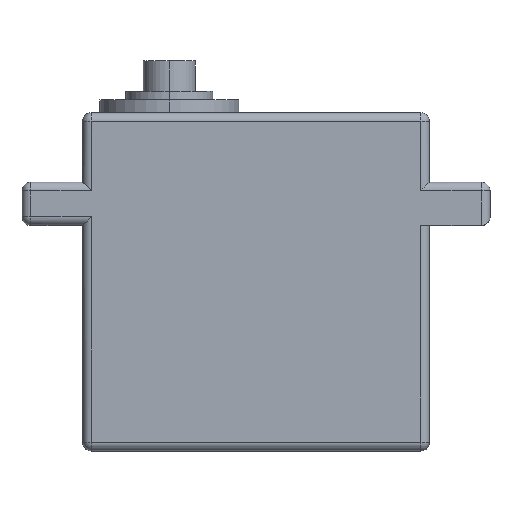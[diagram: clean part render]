
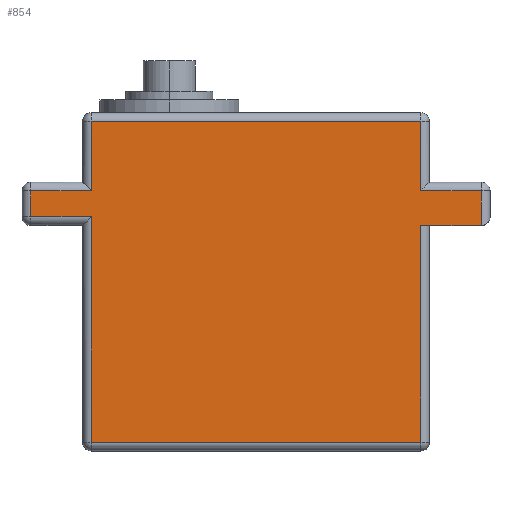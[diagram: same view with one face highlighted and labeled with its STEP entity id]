
A CAD part, top view. The second image highlights one B-rep face of the part: STEP entity #854.
In plain terms, the highlighted planar face has unit normal (0, 0, 1).
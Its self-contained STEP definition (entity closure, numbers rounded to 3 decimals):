
#8 = ORIENTED_EDGE ( 'NONE', *, *, #961, .T. ) ;
#95 = CARTESIAN_POINT ( 'NONE',  ( -26., 10.5, 20. ) ) ;
#104 = ORIENTED_EDGE ( 'NONE', *, *, #1716, .T. ) ;
#122 = DIRECTION ( 'NONE',  ( 0., -1., 0. ) ) ;
#126 = DIRECTION ( 'NONE',  ( 0., -1., 0. ) ) ;
#127 = AXIS2_PLACEMENT_3D ( 'NONE', #2050, #2075, #166 ) ;
#145 = VERTEX_POINT ( 'NONE', #95 ) ;
#166 = DIRECTION ( 'NONE',  ( 1., 0., 0. ) ) ;
#190 = EDGE_CURVE ( 'NONE', #2227, #489, #1827, .T. ) ;
#192 = PLANE ( 'NONE',  #127 ) ;
#243 = DIRECTION ( 'NONE',  ( 0., -1., 0. ) ) ;
#249 = VERTEX_POINT ( 'NONE', #2194 ) ;
#278 = VECTOR ( 'NONE', #1127, 1000. ) ;
#370 = VERTEX_POINT ( 'NONE', #842 ) ;
#380 = CARTESIAN_POINT ( 'NONE',  ( 19., 6.5, 20. ) ) ;
#387 = EDGE_CURVE ( 'NONE', #2143, #943, #499, .T. ) ;
#408 = ORIENTED_EDGE ( 'NONE', *, *, #1209, .F. ) ;
#412 = DIRECTION ( 'NONE',  ( -1., 0., 0. ) ) ;
#417 = LINE ( 'NONE', #713, #1402 ) ;
#482 = CARTESIAN_POINT ( 'NONE',  ( 26., 11.5, 20. ) ) ;
#489 = VERTEX_POINT ( 'NONE', #1426 ) ;
#493 = LINE ( 'NONE', #2229, #2051 ) ;
#499 = LINE ( 'NONE', #1375, #1707 ) ;
#515 = VECTOR ( 'NONE', #412, 1000. ) ;
#529 = ORIENTED_EDGE ( 'NONE', *, *, #190, .T. ) ;
#535 = CARTESIAN_POINT ( 'NONE',  ( -27., 10.5, 20. ) ) ;
#569 = ORIENTED_EDGE ( 'NONE', *, *, #627, .T. ) ;
#575 = ORIENTED_EDGE ( 'NONE', *, *, #387, .T. ) ;
#576 = VECTOR ( 'NONE', #243, 1000. ) ;
#598 = EDGE_CURVE ( 'NONE', #1960, #370, #1343, .T. ) ;
#627 = EDGE_CURVE ( 'NONE', #370, #2248, #1662, .T. ) ;
#640 = CARTESIAN_POINT ( 'NONE',  ( -20., 18.5, 20. ) ) ;
#673 = LINE ( 'NONE', #1006, #1638 ) ;
#699 = CARTESIAN_POINT ( 'NONE',  ( 19., 10.5, 20. ) ) ;
#713 = CARTESIAN_POINT ( 'NONE',  ( 20., -18.5, 20. ) ) ;
#732 = ORIENTED_EDGE ( 'NONE', *, *, #1262, .T. ) ;
#748 = EDGE_CURVE ( 'NONE', #2045, #1960, #493, .T. ) ;
#768 = ORIENTED_EDGE ( 'NONE', *, *, #598, .T. ) ;
#842 = CARTESIAN_POINT ( 'NONE',  ( -19., 18.5, 20. ) ) ;
#846 = DIRECTION ( 'NONE',  ( -1., 0., 0. ) ) ;
#854 = ADVANCED_FACE ( 'NONE', ( #1362 ), #192, .T. ) ;
#855 = DIRECTION ( 'NONE',  ( 0., 1., 0. ) ) ;
#917 = EDGE_CURVE ( 'NONE', #249, #2143, #417, .T. ) ;
#943 = VERTEX_POINT ( 'NONE', #380 ) ;
#961 = EDGE_CURVE ( 'NONE', #1143, #249, #1763, .T. ) ;
#1006 = CARTESIAN_POINT ( 'NONE',  ( 0., 7.5, 20. ) ) ;
#1046 = VERTEX_POINT ( 'NONE', #1437 ) ;
#1075 = CARTESIAN_POINT ( 'NONE',  ( 19., 18.5, 20. ) ) ;
#1091 = VECTOR ( 'NONE', #126, 1000. ) ;
#1121 = CARTESIAN_POINT ( 'NONE',  ( 0., 10.5, 20. ) ) ;
#1125 = CARTESIAN_POINT ( 'NONE',  ( -19., 7.5, 20. ) ) ;
#1127 = DIRECTION ( 'NONE',  ( -1., 0., 0. ) ) ;
#1132 = LINE ( 'NONE', #1121, #515 ) ;
#1143 = VERTEX_POINT ( 'NONE', #1125 ) ;
#1167 = LINE ( 'NONE', #1368, #1091 ) ;
#1187 = DIRECTION ( 'NONE',  ( 0., 1., 0. ) ) ;
#1205 = ORIENTED_EDGE ( 'NONE', *, *, #748, .T. ) ;
#1209 = EDGE_CURVE ( 'NONE', #2227, #943, #1689, .T. ) ;
#1214 = LINE ( 'NONE', #535, #2065 ) ;
#1218 = ORIENTED_EDGE ( 'NONE', *, *, #1264, .T. ) ;
#1251 = CARTESIAN_POINT ( 'NONE',  ( 19., -18.5, 20. ) ) ;
#1262 = EDGE_CURVE ( 'NONE', #1046, #1143, #673, .T. ) ;
#1264 = EDGE_CURVE ( 'NONE', #145, #1046, #1167, .T. ) ;
#1343 = LINE ( 'NONE', #640, #278 ) ;
#1362 = FACE_OUTER_BOUND ( 'NONE', #1428, .T. ) ;
#1368 = CARTESIAN_POINT ( 'NONE',  ( -26., 6.5, 20. ) ) ;
#1375 = CARTESIAN_POINT ( 'NONE',  ( 19., 6.5, 20. ) ) ;
#1402 = VECTOR ( 'NONE', #1777, 1000. ) ;
#1416 = VECTOR ( 'NONE', #846, 1000. ) ;
#1425 = DIRECTION ( 'NONE',  ( -1., 0., 0. ) ) ;
#1426 = CARTESIAN_POINT ( 'NONE',  ( 26., 10.5, 20. ) ) ;
#1428 = EDGE_LOOP ( 'NONE', ( #575, #408, #529, #1476, #1205, #768, #569, #104, #1218, #732, #8, #1612 ) ) ;
#1437 = CARTESIAN_POINT ( 'NONE',  ( -26., 7.5, 20. ) ) ;
#1476 = ORIENTED_EDGE ( 'NONE', *, *, #1508, .T. ) ;
#1501 = CARTESIAN_POINT ( 'NONE',  ( 27., 6.5, 20. ) ) ;
#1507 = CARTESIAN_POINT ( 'NONE',  ( 26., 6.5, 20. ) ) ;
#1508 = EDGE_CURVE ( 'NONE', #489, #2045, #1132, .T. ) ;
#1586 = VECTOR ( 'NONE', #122, 1000. ) ;
#1612 = ORIENTED_EDGE ( 'NONE', *, *, #917, .T. ) ;
#1638 = VECTOR ( 'NONE', #1710, 1000. ) ;
#1662 = LINE ( 'NONE', #1685, #1586 ) ;
#1685 = CARTESIAN_POINT ( 'NONE',  ( -19., 11.5, 20. ) ) ;
#1689 = LINE ( 'NONE', #1501, #1416 ) ;
#1707 = VECTOR ( 'NONE', #855, 1000. ) ;
#1710 = DIRECTION ( 'NONE',  ( 1., 0., 0. ) ) ;
#1716 = EDGE_CURVE ( 'NONE', #2248, #145, #1214, .T. ) ;
#1763 = LINE ( 'NONE', #1798, #576 ) ;
#1777 = DIRECTION ( 'NONE',  ( 1., 0., 0. ) ) ;
#1798 = CARTESIAN_POINT ( 'NONE',  ( -19., -19.5, 20. ) ) ;
#1827 = LINE ( 'NONE', #482, #2007 ) ;
#1831 = CARTESIAN_POINT ( 'NONE',  ( -19., 10.5, 20. ) ) ;
#1837 = DIRECTION ( 'NONE',  ( 0., 1., 0. ) ) ;
#1960 = VERTEX_POINT ( 'NONE', #1075 ) ;
#2007 = VECTOR ( 'NONE', #1837, 1000. ) ;
#2045 = VERTEX_POINT ( 'NONE', #699 ) ;
#2050 = CARTESIAN_POINT ( 'NONE',  ( 0., 0., 20. ) ) ;
#2051 = VECTOR ( 'NONE', #1187, 1000. ) ;
#2065 = VECTOR ( 'NONE', #1425, 1000. ) ;
#2075 = DIRECTION ( 'NONE',  ( 0., 0., 1. ) ) ;
#2143 = VERTEX_POINT ( 'NONE', #1251 ) ;
#2194 = CARTESIAN_POINT ( 'NONE',  ( -19., -18.5, 20. ) ) ;
#2227 = VERTEX_POINT ( 'NONE', #1507 ) ;
#2229 = CARTESIAN_POINT ( 'NONE',  ( 19., 19.5, 20. ) ) ;
#2248 = VERTEX_POINT ( 'NONE', #1831 ) ;
